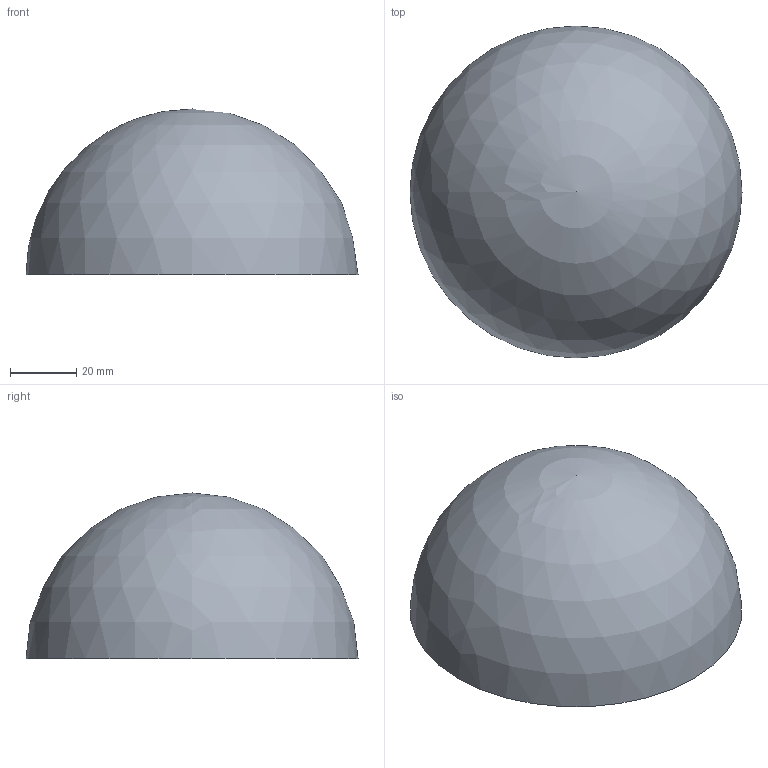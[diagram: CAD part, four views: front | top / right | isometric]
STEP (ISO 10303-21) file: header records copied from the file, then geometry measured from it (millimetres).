
FILE_DESCRIPTION(/* description */ (''),/* implementation_level */ '2;1');
FILE_NAME(/* name */ 'Halbkugel-Zuschnitt.stp',/* time_stamp */ '2019-09-18T14:04:28+02:00',/* author */ ('Walter'),/* organization */ (''),/* preprocessor_version */ 'ST-DEVELOPER v18',/* originating_system */ 'Autodesk Inventor 2020',/* authorisation */ '');
FILE_SCHEMA (('AUTOMOTIVE_DESIGN { 1 0 10303 214 3 1 1 }'));
Length unit declared in the file: millimetre
Products named in the file (1): Halbkugel-Zuschnitt
Bounding box: 100 x 100 x 50 mm (x, y, z)
Surface area: 31362.8 mm2 (no closed solid volume)
Topology: 0 solids, 2 shells, 2 faces, 381 edges, 538 vertices
Faces by surface type: plane 1, sphere 1
Entity records: 2178 total; most frequent: CARTESIAN_POINT 923, STYLED_ITEM 189, POLYLINE 187, DIRECTION 140, ORIENTED_EDGE 133, VERTEX_POINT 132, EDGE_CURVE 132, LINE 126
